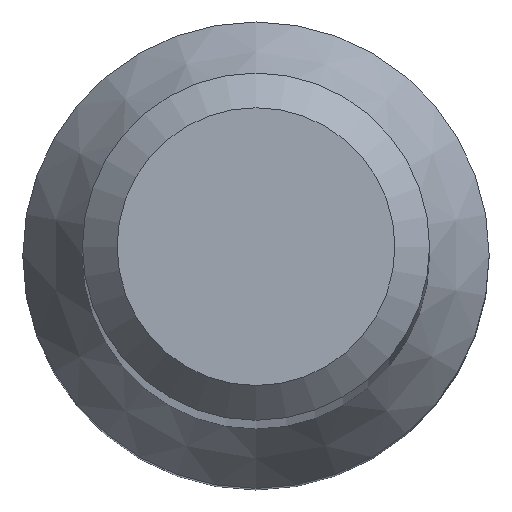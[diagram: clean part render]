
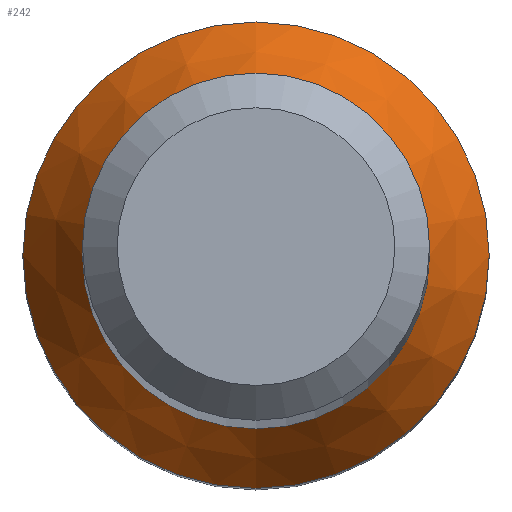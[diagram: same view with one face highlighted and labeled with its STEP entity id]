
A CAD part, top view. The second image highlights one B-rep face of the part: STEP entity #242.
In plain terms, the highlighted conical face has half-angle 30 degrees and reference radius 4.03 mm.
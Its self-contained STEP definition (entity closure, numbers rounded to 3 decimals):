
#1 = ORIENTED_EDGE ( 'NONE', *, *, #170, .F. ) ;
#10 = DIRECTION ( 'NONE',  ( 0., 1., 0. ) ) ;
#16 = CARTESIAN_POINT ( 'NONE',  ( 0., 4.03, 16.208 ) ) ;
#67 = EDGE_LOOP ( 'NONE', ( #84 ) ) ;
#68 = AXIS2_PLACEMENT_3D ( 'NONE', #219, #209, #10 ) ;
#73 = CARTESIAN_POINT ( 'NONE',  ( 0., 0., 16.208 ) ) ;
#75 = EDGE_LOOP ( 'NONE', ( #1 ) ) ;
#80 = CARTESIAN_POINT ( 'NONE',  ( 0., 0., 16.208 ) ) ;
#84 = ORIENTED_EDGE ( 'NONE', *, *, #129, .T. ) ;
#93 = VERTEX_POINT ( 'NONE', #16 ) ;
#105 = AXIS2_PLACEMENT_3D ( 'NONE', #73, #217, #185 ) ;
#116 = CARTESIAN_POINT ( 'NONE',  ( 0., 3., 17.992 ) ) ;
#123 = DIRECTION ( 'NONE',  ( 0., 0., -1. ) ) ;
#128 = FACE_BOUND ( 'NONE', #67, .T. ) ;
#129 = EDGE_CURVE ( 'NONE', #199, #199, #176, .T. ) ;
#150 = CONICAL_SURFACE ( 'NONE', #105, 4.03, 0.524 ) ;
#152 = DIRECTION ( 'NONE',  ( 0., 1., 0. ) ) ;
#156 = AXIS2_PLACEMENT_3D ( 'NONE', #80, #123, #152 ) ;
#170 = EDGE_CURVE ( 'NONE', #93, #93, #190, .T. ) ;
#176 = CIRCLE ( 'NONE', #68, 3. ) ;
#185 = DIRECTION ( 'NONE',  ( 0., 1., 0. ) ) ;
#190 = CIRCLE ( 'NONE', #156, 4.03 ) ;
#199 = VERTEX_POINT ( 'NONE', #116 ) ;
#209 = DIRECTION ( 'NONE',  ( 0., 0., -1. ) ) ;
#217 = DIRECTION ( 'NONE',  ( 0., 0., -1. ) ) ;
#219 = CARTESIAN_POINT ( 'NONE',  ( 0., 0., 17.992 ) ) ;
#241 = FACE_OUTER_BOUND ( 'NONE', #75, .T. ) ;
#242 = ADVANCED_FACE ( 'NONE', ( #128, #241 ), #150, .T. ) ;
